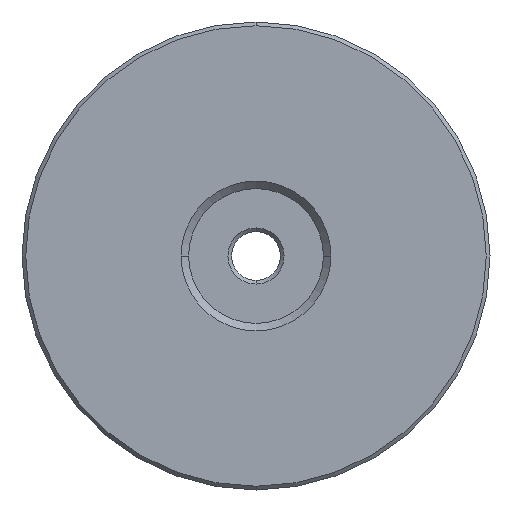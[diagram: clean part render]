
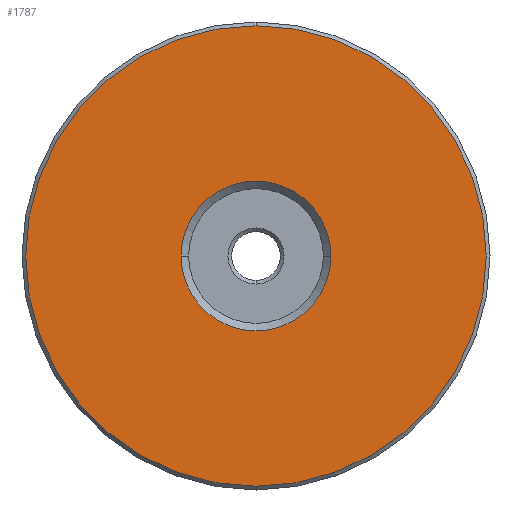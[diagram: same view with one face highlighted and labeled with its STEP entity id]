
A CAD part, front view. The second image highlights one B-rep face of the part: STEP entity #1787.
In plain terms, the highlighted planar face has unit normal (0, -1, 0).
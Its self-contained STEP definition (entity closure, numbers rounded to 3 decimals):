
#653 = EDGE_CURVE('',#654,#656,#658,.T.);
#654 = VERTEX_POINT('',#655);
#655 = CARTESIAN_POINT('',(0.,-6.25,-15.621));
#656 = VERTEX_POINT('',#657);
#657 = CARTESIAN_POINT('',(0.,-6.25,15.621));
#658 = SURFACE_CURVE('',#659,(#664,#676),.PCURVE_S1.);
#659 = CIRCLE('',#660,15.621);
#660 = AXIS2_PLACEMENT_3D('',#661,#662,#663);
#661 = CARTESIAN_POINT('',(0.,-6.25,0.));
#662 = DIRECTION('',(0.,-1.,0.));
#663 = DIRECTION('',(-1.,0.,0.));
#664 = PCURVE('',#665,#670);
#665 = CONICAL_SURFACE('',#666,15.875,0.785);
#666 = AXIS2_PLACEMENT_3D('',#667,#668,#669);
#667 = CARTESIAN_POINT('',(0.,-5.996,0.));
#668 = DIRECTION('',(-0.,1.,-0.));
#669 = DIRECTION('',(0.,0.,1.));
#670 = DEFINITIONAL_REPRESENTATION('',(#671),#675);
#671 = LINE('',#672,#673);
#672 = CARTESIAN_POINT('',(4.712,-0.254));
#673 = VECTOR('',#674,1.);
#674 = DIRECTION('',(-1.,0.));
#675 = ( GEOMETRIC_REPRESENTATION_CONTEXT(2) 
PARAMETRIC_REPRESENTATION_CONTEXT() REPRESENTATION_CONTEXT('2D SPACE',''
  ) );
#676 = PCURVE('',#677,#682);
#677 = PLANE('',#678);
#678 = AXIS2_PLACEMENT_3D('',#679,#680,#681);
#679 = CARTESIAN_POINT('',(15.875,-6.25,0.));
#680 = DIRECTION('',(0.,1.,0.));
#681 = DIRECTION('',(-1.,0.,0.));
#682 = DEFINITIONAL_REPRESENTATION('',(#683),#691);
#683 = ( BOUNDED_CURVE() B_SPLINE_CURVE(2,(#684,#685,#686,#687,#688,#689
,#690),.UNSPECIFIED.,.T.,.F.) B_SPLINE_CURVE_WITH_KNOTS((1,2,2,2,2,1),(
    -2.094,0.,2.094,4.189,6.283,
8.378),.UNSPECIFIED.) CURVE() GEOMETRIC_REPRESENTATION_ITEM() 
RATIONAL_B_SPLINE_CURVE((1.,0.5,1.,0.5,1.,0.5,1.)) REPRESENTATION_ITEM(
  '') );
#684 = CARTESIAN_POINT('',(31.496,0.));
#685 = CARTESIAN_POINT('',(31.496,-27.056));
#686 = CARTESIAN_POINT('',(8.065,-13.528));
#687 = CARTESIAN_POINT('',(-15.367,0.));
#688 = CARTESIAN_POINT('',(8.065,13.528));
#689 = CARTESIAN_POINT('',(31.496,27.056));
#690 = CARTESIAN_POINT('',(31.496,0.));
#691 = ( GEOMETRIC_REPRESENTATION_CONTEXT(2) 
PARAMETRIC_REPRESENTATION_CONTEXT() REPRESENTATION_CONTEXT('2D SPACE',''
  ) );
#709 = CONICAL_SURFACE('',#710,15.875,0.785);
#710 = AXIS2_PLACEMENT_3D('',#711,#712,#713);
#711 = CARTESIAN_POINT('',(0.,-5.996,0.));
#712 = DIRECTION('',(-0.,1.,-0.));
#713 = DIRECTION('',(0.,0.,1.));
#1055 = VERTEX_POINT('',#1056);
#1056 = CARTESIAN_POINT('',(5.08,-6.25,0.));
#1063 = CONICAL_SURFACE('',#1064,4.572,0.785);
#1064 = AXIS2_PLACEMENT_3D('',#1065,#1066,#1067);
#1065 = CARTESIAN_POINT('',(0.,-5.742,0.));
#1066 = DIRECTION('',(0.,-1.,0.));
#1067 = DIRECTION('',(1.,0.,0.));
#1075 = CONICAL_SURFACE('',#1076,4.572,0.785);
#1076 = AXIS2_PLACEMENT_3D('',#1077,#1078,#1079);
#1077 = CARTESIAN_POINT('',(0.,-5.742,0.));
#1078 = DIRECTION('',(0.,-1.,0.));
#1079 = DIRECTION('',(1.,0.,0.));
#1087 = EDGE_CURVE('',#1055,#1088,#1090,.T.);
#1088 = VERTEX_POINT('',#1089);
#1089 = CARTESIAN_POINT('',(-5.08,-6.25,0.));
#1090 = SURFACE_CURVE('',#1091,(#1096,#1103),.PCURVE_S1.);
#1091 = CIRCLE('',#1092,5.08);
#1092 = AXIS2_PLACEMENT_3D('',#1093,#1094,#1095);
#1093 = CARTESIAN_POINT('',(0.,-6.25,0.));
#1094 = DIRECTION('',(0.,1.,0.));
#1095 = DIRECTION('',(-1.,0.,0.));
#1096 = PCURVE('',#1063,#1097);
#1097 = DEFINITIONAL_REPRESENTATION('',(#1098),#1102);
#1098 = LINE('',#1099,#1100);
#1099 = CARTESIAN_POINT('',(9.425,0.508));
#1100 = VECTOR('',#1101,1.);
#1101 = DIRECTION('',(-1.,0.));
#1102 = ( GEOMETRIC_REPRESENTATION_CONTEXT(2) 
PARAMETRIC_REPRESENTATION_CONTEXT() REPRESENTATION_CONTEXT('2D SPACE',''
  ) );
#1103 = PCURVE('',#677,#1104);
#1104 = DEFINITIONAL_REPRESENTATION('',(#1105),#1109);
#1105 = CIRCLE('',#1106,5.08);
#1106 = AXIS2_PLACEMENT_2D('',#1107,#1108);
#1107 = CARTESIAN_POINT('',(15.875,0.));
#1108 = DIRECTION('',(1.,0.));
#1109 = ( GEOMETRIC_REPRESENTATION_CONTEXT(2) 
PARAMETRIC_REPRESENTATION_CONTEXT() REPRESENTATION_CONTEXT('2D SPACE',''
  ) );
#1763 = EDGE_CURVE('',#1088,#1055,#1764,.T.);
#1764 = SURFACE_CURVE('',#1765,(#1770,#1777),.PCURVE_S1.);
#1765 = CIRCLE('',#1766,5.08);
#1766 = AXIS2_PLACEMENT_3D('',#1767,#1768,#1769);
#1767 = CARTESIAN_POINT('',(0.,-6.25,0.));
#1768 = DIRECTION('',(0.,1.,0.));
#1769 = DIRECTION('',(-1.,0.,0.));
#1770 = PCURVE('',#1075,#1771);
#1771 = DEFINITIONAL_REPRESENTATION('',(#1772),#1776);
#1772 = LINE('',#1773,#1774);
#1773 = CARTESIAN_POINT('',(3.142,0.508));
#1774 = VECTOR('',#1775,1.);
#1775 = DIRECTION('',(-1.,0.));
#1776 = ( GEOMETRIC_REPRESENTATION_CONTEXT(2) 
PARAMETRIC_REPRESENTATION_CONTEXT() REPRESENTATION_CONTEXT('2D SPACE',''
  ) );
#1777 = PCURVE('',#677,#1778);
#1778 = DEFINITIONAL_REPRESENTATION('',(#1779),#1783);
#1779 = CIRCLE('',#1780,5.08);
#1780 = AXIS2_PLACEMENT_2D('',#1781,#1782);
#1781 = CARTESIAN_POINT('',(15.875,0.));
#1782 = DIRECTION('',(1.,0.));
#1783 = ( GEOMETRIC_REPRESENTATION_CONTEXT(2) 
PARAMETRIC_REPRESENTATION_CONTEXT() REPRESENTATION_CONTEXT('2D SPACE',''
  ) );
#1787 = ADVANCED_FACE('',(#1788,#1817),#677,.F.);
#1788 = FACE_BOUND('',#1789,.T.);
#1789 = EDGE_LOOP('',(#1790,#1816));
#1790 = ORIENTED_EDGE('',*,*,#1791,.T.);
#1791 = EDGE_CURVE('',#656,#654,#1792,.T.);
#1792 = SURFACE_CURVE('',#1793,(#1798,#1809),.PCURVE_S1.);
#1793 = CIRCLE('',#1794,15.621);
#1794 = AXIS2_PLACEMENT_3D('',#1795,#1796,#1797);
#1795 = CARTESIAN_POINT('',(0.,-6.25,0.));
#1796 = DIRECTION('',(0.,-1.,0.));
#1797 = DIRECTION('',(-1.,0.,0.));
#1798 = PCURVE('',#677,#1799);
#1799 = DEFINITIONAL_REPRESENTATION('',(#1800),#1808);
#1800 = ( BOUNDED_CURVE() B_SPLINE_CURVE(2,(#1801,#1802,#1803,#1804,
#1805,#1806,#1807),.UNSPECIFIED.,.T.,.F.) B_SPLINE_CURVE_WITH_KNOTS((1,2
    ,2,2,2,1),(-2.094,0.,2.094,4.189,
6.283,8.378),.UNSPECIFIED.) CURVE() 
GEOMETRIC_REPRESENTATION_ITEM() RATIONAL_B_SPLINE_CURVE((1.,0.5,1.,0.5,
1.,0.5,1.)) REPRESENTATION_ITEM('') );
#1801 = CARTESIAN_POINT('',(31.496,0.));
#1802 = CARTESIAN_POINT('',(31.496,-27.056));
#1803 = CARTESIAN_POINT('',(8.065,-13.528));
#1804 = CARTESIAN_POINT('',(-15.367,0.));
#1805 = CARTESIAN_POINT('',(8.065,13.528));
#1806 = CARTESIAN_POINT('',(31.496,27.056));
#1807 = CARTESIAN_POINT('',(31.496,0.));
#1808 = ( GEOMETRIC_REPRESENTATION_CONTEXT(2) 
PARAMETRIC_REPRESENTATION_CONTEXT() REPRESENTATION_CONTEXT('2D SPACE',''
  ) );
#1809 = PCURVE('',#709,#1810);
#1810 = DEFINITIONAL_REPRESENTATION('',(#1811),#1815);
#1811 = LINE('',#1812,#1813);
#1812 = CARTESIAN_POINT('',(10.996,-0.254));
#1813 = VECTOR('',#1814,1.);
#1814 = DIRECTION('',(-1.,0.));
#1815 = ( GEOMETRIC_REPRESENTATION_CONTEXT(2) 
PARAMETRIC_REPRESENTATION_CONTEXT() REPRESENTATION_CONTEXT('2D SPACE',''
  ) );
#1816 = ORIENTED_EDGE('',*,*,#653,.T.);
#1817 = FACE_BOUND('',#1818,.T.);
#1818 = EDGE_LOOP('',(#1819,#1820));
#1819 = ORIENTED_EDGE('',*,*,#1087,.T.);
#1820 = ORIENTED_EDGE('',*,*,#1763,.T.);
